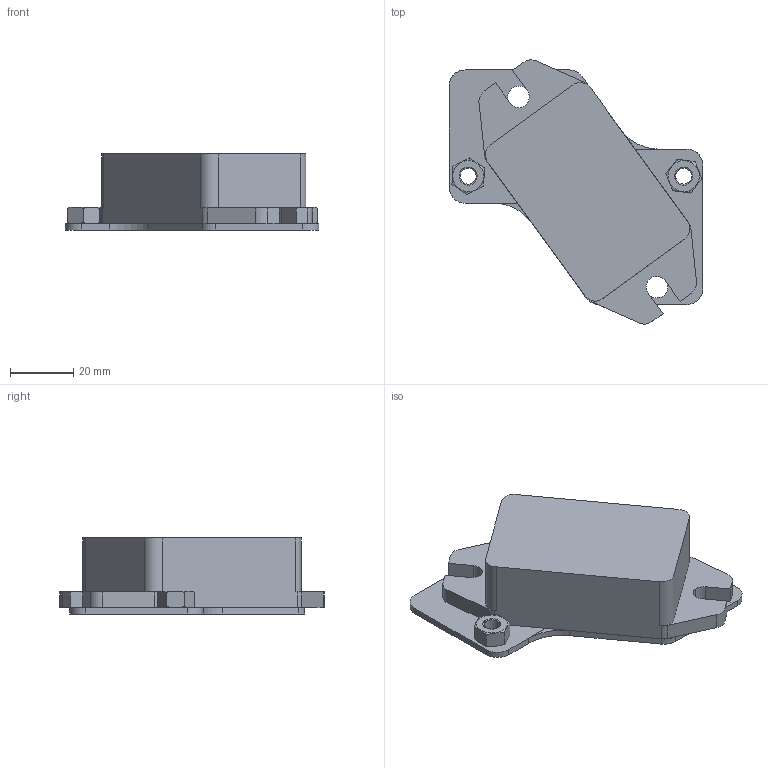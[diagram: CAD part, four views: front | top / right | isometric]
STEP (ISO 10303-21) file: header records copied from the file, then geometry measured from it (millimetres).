
FILE_DESCRIPTION(('CATIA V5 STEP Exchange'),'2;1');
FILE_NAME('ZSB_Regler.stp','2020-01-12T17:00:24+00:00',('none'),('none'),'CATIA Version 5 Release 19 SP 9 (IN-10)','CATIA V5 STEP AP214','none');
FILE_SCHEMA(('AUTOMOTIVE_DESIGN { 1 0 10303 214 1 1 1 1 }'));
Length unit declared in the file: millimetre
Products named in the file (5): ZSB_Regler; SR500_072_Regler; SR500_073_Regler_Powerdynamo; SR500_074; SR500_075
Assembly tree (5 placements, depth 2):
  ZSB_Regler
    SR500_072_Regler
    SR500_073_Regler_Powerdynamo
    SR500_074
    SR500_075  x2
Bounding box: 80 x 83.36 x 24 mm (x, y, z)
Volume: 64681.3 mm3; surface area: 20199.5 mm2
Topology: 4 solids, 4 shells, 102 faces, 270 edges, 176 vertices
Faces by surface type: plane 50, cylinder 36, cone 16
Entity records: 2892 total; most frequent: CARTESIAN_POINT 730, ORIENTED_EDGE 452, DIRECTION 344, EDGE_CURVE 226, VERTEX_POINT 148, AXIS2_PLACEMENT_3D 136, VECTOR 130, LINE 130
